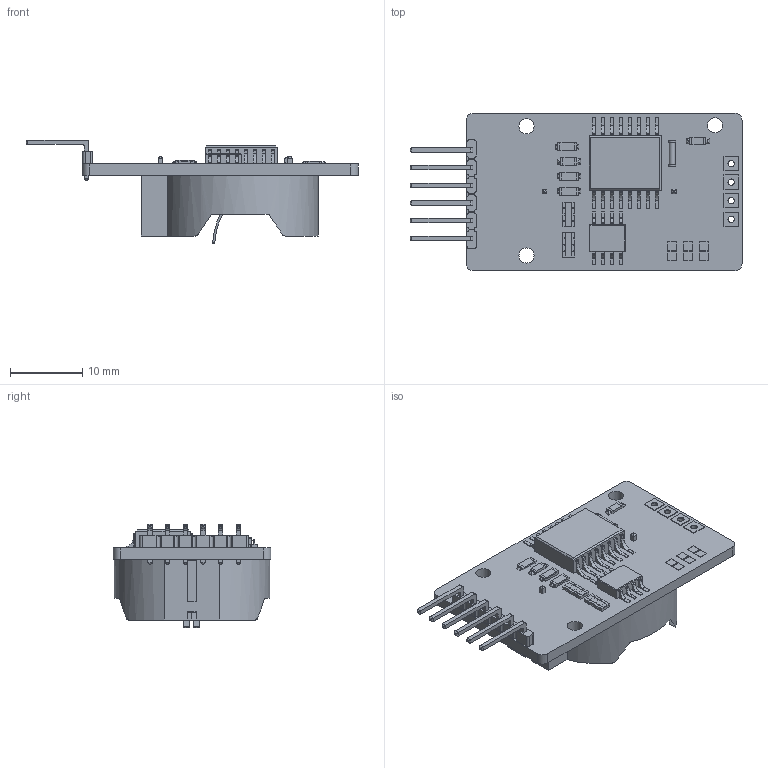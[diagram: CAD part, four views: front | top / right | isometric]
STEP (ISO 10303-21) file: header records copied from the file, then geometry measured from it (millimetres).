
FILE_DESCRIPTION(/* description */ (''),/* implementation_level */ '2;1');
FILE_NAME(/* name */ 'HW-84 v7.step',/* time_stamp */ '2022-01-25T17:06:02+01:00',/* author */ (''),/* organization */ (''),/* preprocessor_version */ 'ST-DEVELOPER v18.1',/* originating_system */ 'Autodesk Translation Framework v10.10.0.1391',/* authorisation */ '');
FILE_SCHEMA (('AUTOMOTIVE_DESIGN { 1 0 10303 214 3 1 1 }'));
Length unit declared in the file: millimetre
Products named in the file (1): HW-84
Bounding box: 46.08 x 21.85 x 14.42 mm (x, y, z)
Volume: 2122.9 mm3; surface area: 4915.9 mm2
Topology: 107 solids, 107 shells, 1212 faces, 2903 edges, 1906 vertices
Faces by surface type: plane 868, cylinder 296, bspline 47, torus 1
Full cylindrical faces by diameter (mm): 0.85 x1, 0.89 x8, 0.9 x4, 1 x2, 1.1 x4, 2.1 x3, 3.5 x4, 21.6 x1
Entity records: 35433 total; most frequent: CARTESIAN_POINT 6975, ORIENTED_EDGE 5806, DIRECTION 5664, EDGE_CURVE 2903, LINE 2242, VECTOR 2242, VERTEX_POINT 1906, AXIS2_PLACEMENT_3D 1711
